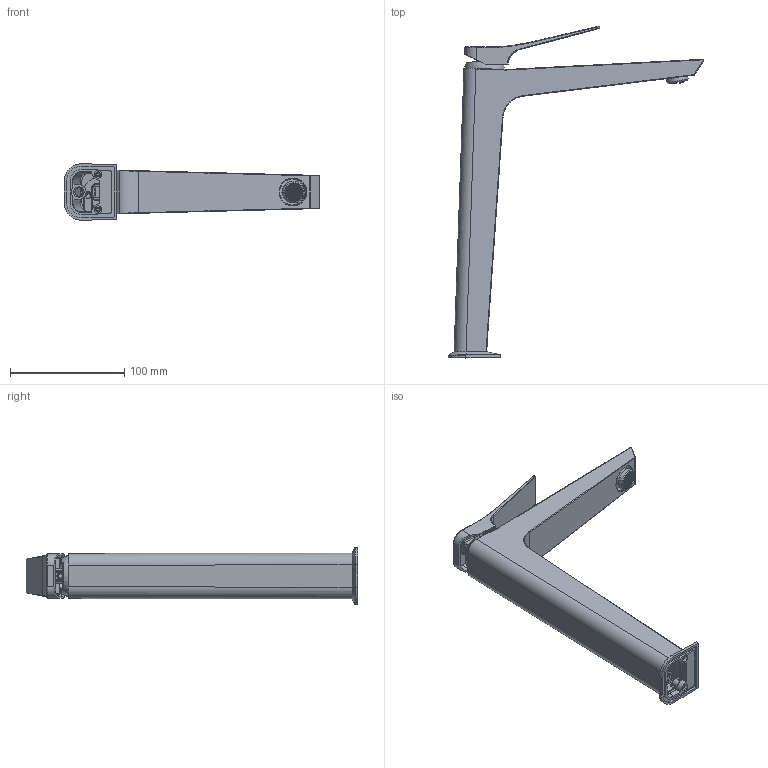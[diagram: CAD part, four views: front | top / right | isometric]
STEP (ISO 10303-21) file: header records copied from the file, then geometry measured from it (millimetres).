
FILE_DESCRIPTION (( 'STEP AP203' ), '1' );
FILE_NAME ('42A309571.STEP', '2024-11-18T08:52:27', ( '' ), ( '' ), 'SwSTEP 2.0', 'SolidWorks 2021', '' );
FILE_SCHEMA (( 'CONFIG_CONTROL_DESIGN' ));
Length unit declared in the file: millimetre
Products named in the file (1): 42A309571
Bounding box: 223.48 x 290.45 x 49.46 mm (x, y, z)
Volume: 134864.7 mm3; surface area: 119614.3 mm2
Topology: 5 solids, 5 shells, 1323 faces, 3344 edges, 2151 vertices
Faces by surface type: plane 994, cylinder 162, bspline 128, cone 24, sphere 9, torus 6
Full cylindrical faces by diameter (mm): 3.3 x2, 4.3 x2, 4.5 x2, 6 x1, 6.8 x2, 7.2 x1, 16 x1, 16.5 x1, 17.5 x1, 18.75 x1, 23 x1, 24.5 x1, 25.7 x1, 27.7 x1, 28.672 x1, 29.7 x1, 31.4 x2, 31.6 x1
Entity records: 48665 total; most frequent: CARTESIAN_POINT 17789, ORIENTED_EDGE 6564, DIRECTION 6051, EDGE_CURVE 3282, VERTEX_POINT 2136, LINE 2053, VECTOR 2053, AXIS2_PLACEMENT_3D 1999
